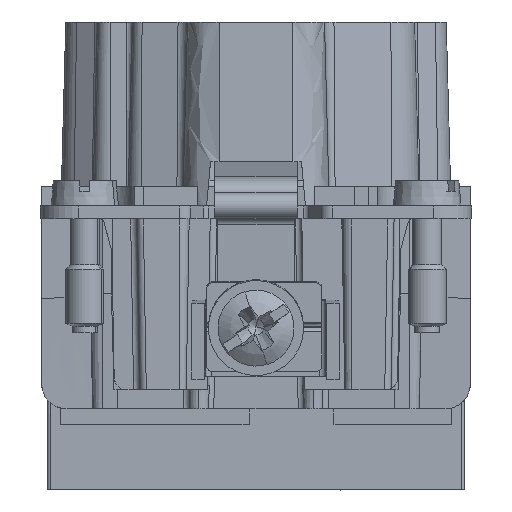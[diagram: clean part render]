
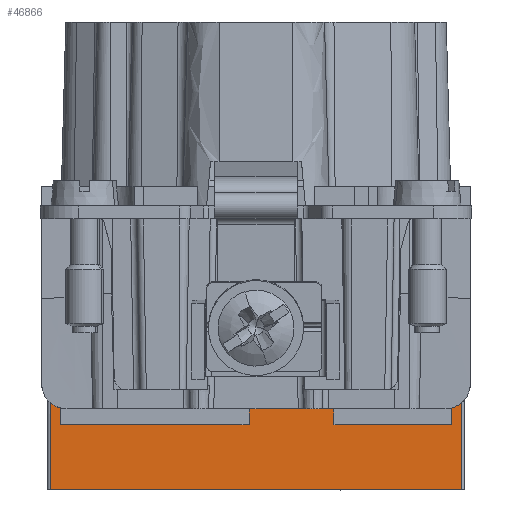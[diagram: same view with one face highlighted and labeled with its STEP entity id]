
A CAD part, front view. The second image highlights one B-rep face of the part: STEP entity #46866.
In plain terms, the highlighted planar face has unit normal (0, -1, 0).
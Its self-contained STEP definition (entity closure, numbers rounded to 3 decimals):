
#14912=AXIS2_PLACEMENT_3D('Circle Axis2P3D',#14910,#14911,$) ;
#16956=AXIS2_PLACEMENT_3D('Circle Axis2P3D',#16954,#16955,$) ;
#46806=AXIS2_PLACEMENT_3D('Plane Axis2P3D',#46803,#46804,#46805) ;
#14263=CARTESIAN_POINT('Vertex',(32.432,15.35,6.472)) ;
#14270=CARTESIAN_POINT('Vertex',(23.15,15.35,6.4)) ;
#14291=CARTESIAN_POINT('Vertex',(16.45,15.35,6.4)) ;
#14311=CARTESIAN_POINT('Vertex',(1.568,15.35,6.472)) ;
#14332=CARTESIAN_POINT('Vertex',(0.768,15.35,6.908)) ;
#14414=CARTESIAN_POINT('Vertex',(33.232,15.35,6.908)) ;
#14910=CARTESIAN_POINT('Axis2P3D Location',(31.9,15.35,8.4)) ;
#16886=CARTESIAN_POINT('Line Origine',(19.8,15.35,6.4)) ;
#16954=CARTESIAN_POINT('Axis2P3D Location',(2.1,15.35,8.4)) ;
#41052=CARTESIAN_POINT('Vertex',(33.232,15.35,0.)) ;
#41055=CARTESIAN_POINT('Line Origine',(24.791,15.35,0.)) ;
#41059=CARTESIAN_POINT('Vertex',(16.35,15.35,0.)) ;
#41062=CARTESIAN_POINT('Line Origine',(8.559,15.35,0.)) ;
#41066=CARTESIAN_POINT('Vertex',(0.768,15.35,0.)) ;
#46789=CARTESIAN_POINT('Line Origine',(33.232,15.35,8.3)) ;
#46803=CARTESIAN_POINT('Axis2P3D Location',(19.7,15.35,17.4)) ;
#46808=CARTESIAN_POINT('Line Origine',(0.768,15.35,3.454)) ;
#46813=CARTESIAN_POINT('Line Origine',(32.432,15.35,5.816)) ;
#46817=CARTESIAN_POINT('Vertex',(32.432,15.35,5.16)) ;
#46820=CARTESIAN_POINT('Line Origine',(27.791,15.35,5.16)) ;
#46824=CARTESIAN_POINT('Vertex',(23.15,15.35,5.16)) ;
#46827=CARTESIAN_POINT('Line Origine',(23.15,15.35,5.78)) ;
#46832=CARTESIAN_POINT('Line Origine',(16.45,15.35,5.78)) ;
#46836=CARTESIAN_POINT('Vertex',(16.45,15.35,5.16)) ;
#46839=CARTESIAN_POINT('Line Origine',(9.009,15.35,5.16)) ;
#46843=CARTESIAN_POINT('Vertex',(1.568,15.35,5.16)) ;
#46846=CARTESIAN_POINT('Line Origine',(1.568,15.35,5.816)) ;
#14911=DIRECTION('Axis2P3D Direction',(0.,1.,0.)) ;
#16887=DIRECTION('Vector Direction',(1.,0.,0.)) ;
#16955=DIRECTION('Axis2P3D Direction',(0.,-1.,-0.)) ;
#41056=DIRECTION('Vector Direction',(-1.,0.,0.)) ;
#41063=DIRECTION('Vector Direction',(1.,0.,0.)) ;
#46790=DIRECTION('Vector Direction',(0.,0.,-1.)) ;
#46804=DIRECTION('Axis2P3D Direction',(0.,-1.,0.)) ;
#46805=DIRECTION('Axis2P3D XDirection',(-1.,0.,0.)) ;
#46809=DIRECTION('Vector Direction',(0.,0.,-1.)) ;
#46814=DIRECTION('Vector Direction',(0.,0.,1.)) ;
#46821=DIRECTION('Vector Direction',(1.,0.,0.)) ;
#46828=DIRECTION('Vector Direction',(0.,0.,1.)) ;
#46833=DIRECTION('Vector Direction',(0.,0.,-1.)) ;
#46840=DIRECTION('Vector Direction',(1.,0.,0.)) ;
#46847=DIRECTION('Vector Direction',(0.,0.,1.)) ;
#16888=VECTOR('Line Direction',#16887,1.) ;
#41057=VECTOR('Line Direction',#41056,1.) ;
#41064=VECTOR('Line Direction',#41063,1.) ;
#46791=VECTOR('Line Direction',#46790,1.) ;
#46810=VECTOR('Line Direction',#46809,1.) ;
#46815=VECTOR('Line Direction',#46814,1.) ;
#46822=VECTOR('Line Direction',#46821,1.) ;
#46829=VECTOR('Line Direction',#46828,1.) ;
#46834=VECTOR('Line Direction',#46833,1.) ;
#46841=VECTOR('Line Direction',#46840,1.) ;
#46848=VECTOR('Line Direction',#46847,1.) ;
#46852=ORIENTED_EDGE('',*,*,#46812,.T.) ;
#46853=ORIENTED_EDGE('',*,*,#41068,.T.) ;
#46854=ORIENTED_EDGE('',*,*,#41061,.F.) ;
#46855=ORIENTED_EDGE('',*,*,#46793,.T.) ;
#46856=ORIENTED_EDGE('',*,*,#14914,.F.) ;
#46857=ORIENTED_EDGE('',*,*,#46819,.T.) ;
#46858=ORIENTED_EDGE('',*,*,#46826,.T.) ;
#46859=ORIENTED_EDGE('',*,*,#46831,.T.) ;
#46860=ORIENTED_EDGE('',*,*,#16890,.F.) ;
#46861=ORIENTED_EDGE('',*,*,#46838,.F.) ;
#46862=ORIENTED_EDGE('',*,*,#46845,.F.) ;
#46863=ORIENTED_EDGE('',*,*,#46850,.T.) ;
#46864=ORIENTED_EDGE('',*,*,#16958,.F.) ;
#46866=ADVANCED_FACE('Hauptk\X2\00F6\X0\rper',(#46865),#46807,.T.) ;
#14913=CIRCLE('generated circle',#14912,2.) ;
#16957=CIRCLE('generated circle',#16956,2.) ;
#14914=EDGE_CURVE('',#14264,#14415,#14913,.F.) ;
#16890=EDGE_CURVE('',#14292,#14271,#16889,.T.) ;
#16958=EDGE_CURVE('',#14333,#14312,#16957,.T.) ;
#41061=EDGE_CURVE('',#41053,#41060,#41058,.T.) ;
#41068=EDGE_CURVE('',#41067,#41060,#41065,.T.) ;
#46793=EDGE_CURVE('',#41053,#14415,#46792,.F.) ;
#46812=EDGE_CURVE('',#14333,#41067,#46811,.T.) ;
#46819=EDGE_CURVE('',#14264,#46818,#46816,.F.) ;
#46826=EDGE_CURVE('',#46818,#46825,#46823,.F.) ;
#46831=EDGE_CURVE('',#46825,#14271,#46830,.T.) ;
#46838=EDGE_CURVE('',#46837,#14292,#46835,.F.) ;
#46845=EDGE_CURVE('',#46844,#46837,#46842,.T.) ;
#46850=EDGE_CURVE('',#46844,#14312,#46849,.T.) ;
#46851=EDGE_LOOP('',(#46852,#46853,#46854,#46855,#46856,#46857,#46858,#46859,#46860,#46861,#46862,#46863,#46864)) ;
#46865=FACE_OUTER_BOUND('',#46851,.T.) ;
#16889=LINE('Line',#16886,#16888) ;
#41058=LINE('Line',#41055,#41057) ;
#41065=LINE('Line',#41062,#41064) ;
#46792=LINE('Line',#46789,#46791) ;
#46811=LINE('Line',#46808,#46810) ;
#46816=LINE('Line',#46813,#46815) ;
#46823=LINE('Line',#46820,#46822) ;
#46830=LINE('Line',#46827,#46829) ;
#46835=LINE('Line',#46832,#46834) ;
#46842=LINE('Line',#46839,#46841) ;
#46849=LINE('Line',#46846,#46848) ;
#46807=PLANE('',#46806) ;
#14264=VERTEX_POINT('',#14263) ;
#14271=VERTEX_POINT('',#14270) ;
#14292=VERTEX_POINT('',#14291) ;
#14312=VERTEX_POINT('',#14311) ;
#14333=VERTEX_POINT('',#14332) ;
#14415=VERTEX_POINT('',#14414) ;
#41053=VERTEX_POINT('',#41052) ;
#41060=VERTEX_POINT('',#41059) ;
#41067=VERTEX_POINT('',#41066) ;
#46818=VERTEX_POINT('',#46817) ;
#46825=VERTEX_POINT('',#46824) ;
#46837=VERTEX_POINT('',#46836) ;
#46844=VERTEX_POINT('',#46843) ;
